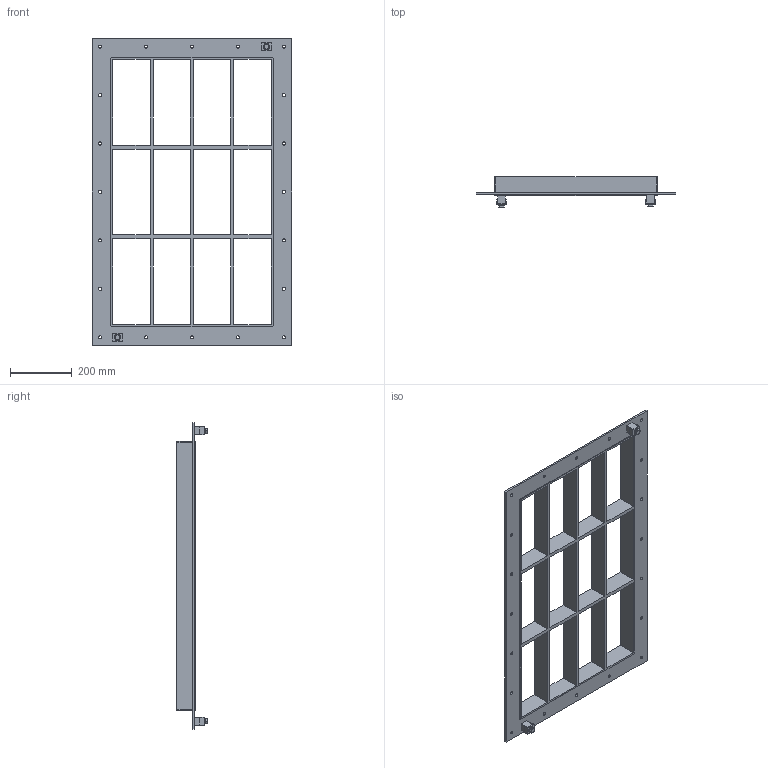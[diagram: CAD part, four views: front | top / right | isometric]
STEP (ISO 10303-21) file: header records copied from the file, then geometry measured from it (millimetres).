
FILE_DESCRIPTION((''),'2;1');
FILE_NAME('GHBG8+8+8X4.stp','2014-03-11T21:15:33',(''),(''),'Autodesk Inventor 2013','Autodesk Inventor 2013','');
FILE_SCHEMA(('AUTOMOTIVE_DESIGN { 1 0 10303 214 1 1 1 1 }'));
Length unit declared in the file: millimetre
Products named in the file (1): roxtec GH_BG
Bounding box: 644 x 97.91 x 990 mm (x, y, z)
Volume: 4361704.7 mm3; surface area: 1235062.6 mm2
Topology: 9 solids, 9 shells, 171 faces, 460 edges, 313 vertices
Faces by surface type: plane 120, cylinder 41, cone 10
Full cylindrical faces by diameter (mm): 8.376 x2, 10 x22, 11 x4, 14.75 x2, 20 x2
Entity records: 5099 total; most frequent: CARTESIAN_POINT 891, DIRECTION 811, ORIENTED_EDGE 794, EDGE_CURVE 397, VECTOR 291, LINE 291, VERTEX_POINT 286, EDGE_LOOP 285
